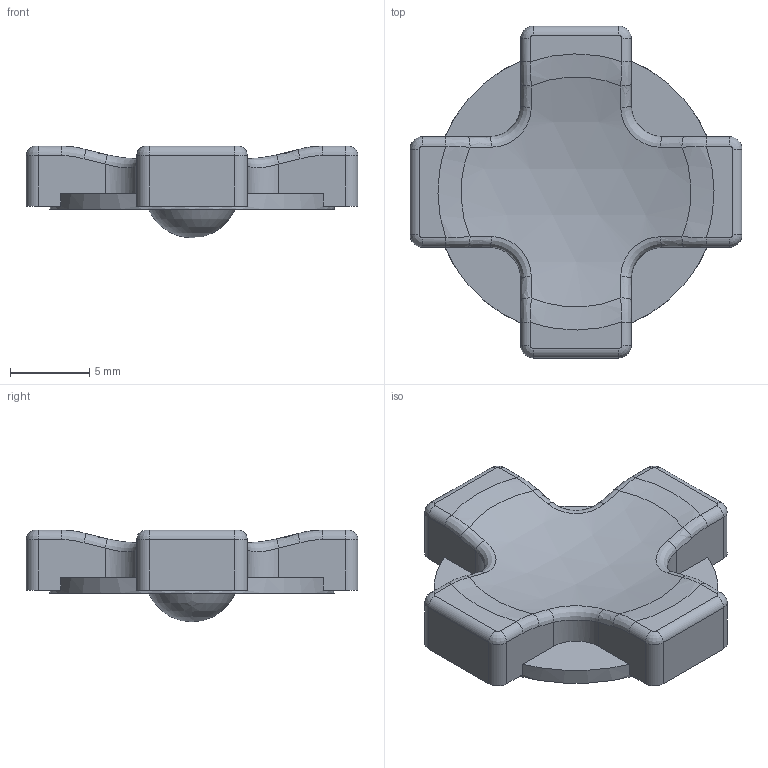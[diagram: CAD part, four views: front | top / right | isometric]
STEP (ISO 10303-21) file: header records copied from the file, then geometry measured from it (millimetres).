
FILE_DESCRIPTION(('FreeCAD Model'),'2;1');
FILE_NAME('steuerkreuz_zeik.step', '2021-03-15T13:22:39',('Author'),(''), 'Open CASCADE STEP processor 7.3','FreeCAD','Unknown');
FILE_SCHEMA(('AUTOMOTIVE_DESIGN { 1 0 10303 214 1 1 1 1 }'));
Length unit declared in the file: millimetre
Products named in the file (1): Fusion
Bounding box: 21 x 21 x 5.8 mm (x, y, z)
Volume: 928.3 mm3; surface area: 885.4 mm2
Topology: 1 solids, 1 shells, 84 faces, 206 edges, 124 vertices
Faces by surface type: cylinder 25, plane 25, bspline 24, revolution 8, sphere 2
Full cylindrical faces by diameter (mm): 18 x1
Entity records: 8556 total; most frequent: CARTESIAN_POINT 4224, DIRECTION 611, ORIENTED_EDGE 410, PCURVE 410, DEFINITIONAL_REPRESENTATION 410, LINE 350, VECTOR 350, EDGE_CURVE 205
